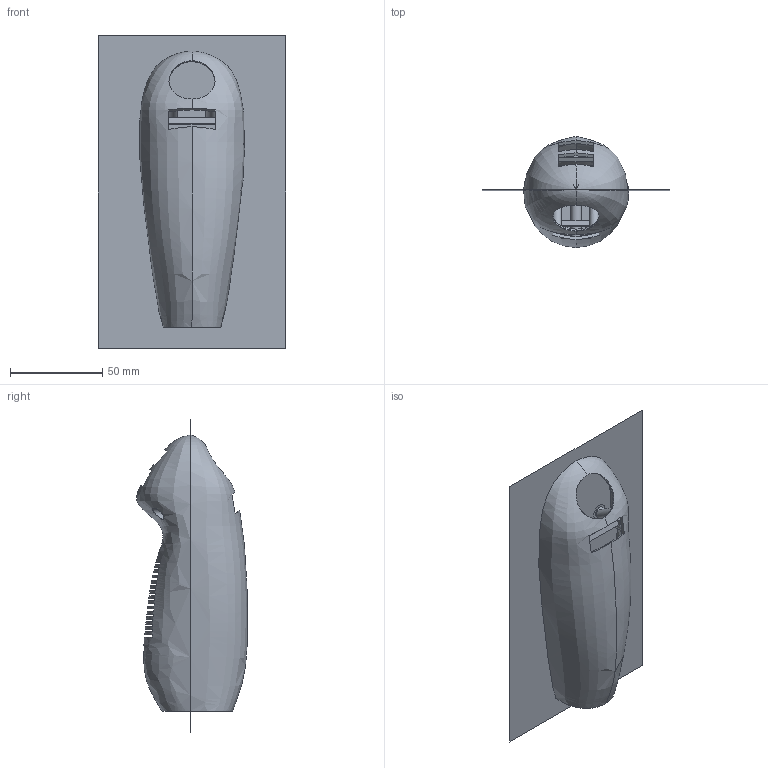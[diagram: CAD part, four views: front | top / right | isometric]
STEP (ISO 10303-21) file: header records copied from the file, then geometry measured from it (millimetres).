
FILE_DESCRIPTION(/* description */ ('STEP AP242','CAx-IF Rec.Pracs.---Representation and Presentation of Product Manufacturing Information (PMI)---4.0---2014-10-13','CAx-IF Rec.Pracs.---3D Tessellated Geometry---0.4---2014-09-14','2;1'),/* implementation_level */ '2;1');
FILE_NAME(/* name */ '644ea7355adeb812edec1a3e',/* time_stamp */ '2023-04-30T17:36:54Z',/* author */ (''),/* organization */ (''),/* preprocessor_version */ 'ST-DEVELOPER v19.4',/* originating_system */ ' ',/* authorisation */ ' ');
FILE_SCHEMA (('AP242_MANAGED_MODEL_BASED_3D_ENGINEERING_MIM_LF { 1 0 10303 442 1 1 4 }'));
Length unit declared in the file: metre
Products named in the file (3): Bottom Side; Surface 1; Top Side
Bounding box: 101.6 x 60.01 x 169.09 mm (x, y, z)
Volume: 44362.6 mm3; surface area: 70381.6 mm2
Topology: 2 solids, 3 shells, 190 faces, 647 edges, 430 vertices
Faces by surface type: plane 148, bspline 22, cylinder 20
Full cylindrical faces by diameter (mm): 3.048 x8, 5.09 x2, 5.842 x6, 8.636 x3, 24.892 x1
Entity records: 29431 total; most frequent: CARTESIAN_POINT 24645, ORIENTED_EDGE 1224, EDGE_CURVE 614, DIRECTION 594, VERTEX_POINT 422, B_SPLINE_CURVE_WITH_KNOTS 388, EDGE_LOOP 233, FACE_BOUND 233
